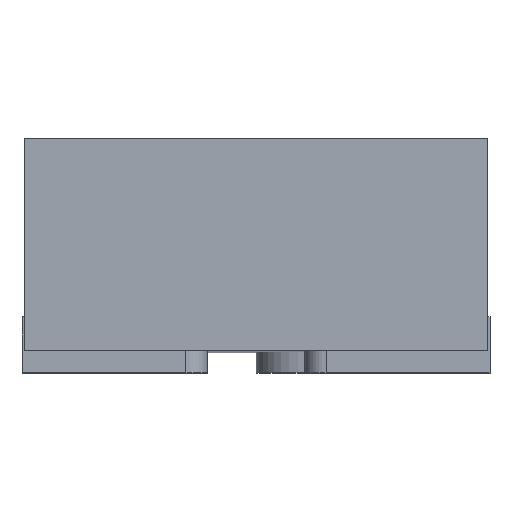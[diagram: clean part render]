
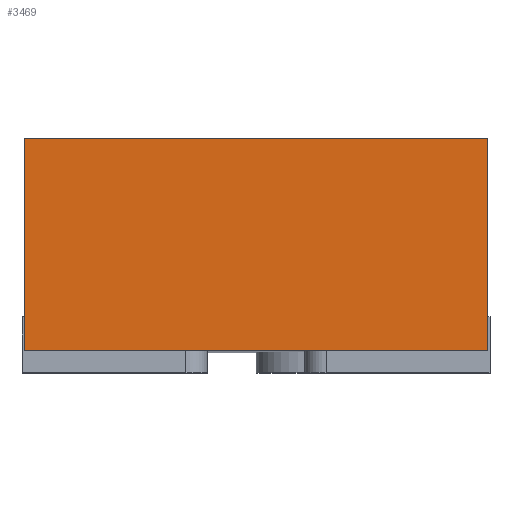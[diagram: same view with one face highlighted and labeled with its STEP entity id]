
A CAD part, top view. The second image highlights one B-rep face of the part: STEP entity #3469.
In plain terms, the highlighted planar face has unit normal (0, 0, 1).
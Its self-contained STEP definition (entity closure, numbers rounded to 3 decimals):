
#250 = CARTESIAN_POINT ( 'NONE',  ( -0.545, 0.5, 1.3 ) ) ;
#260 = CARTESIAN_POINT ( 'NONE',  ( -0.545, 0.5, 1.3 ) ) ;
#485 = EDGE_CURVE ( 'NONE', #3159, #1581, #1230, .T. ) ;
#571 = EDGE_CURVE ( 'NONE', #2945, #1581, #3281, .T. ) ;
#657 = CARTESIAN_POINT ( 'NONE',  ( 0.545, 0.5, 1.3 ) ) ;
#733 = CARTESIAN_POINT ( 'NONE',  ( 0.545, 0., 1.3 ) ) ;
#813 = CARTESIAN_POINT ( 'NONE',  ( -0.545, 0., 1.3 ) ) ;
#990 = ORIENTED_EDGE ( 'NONE', *, *, #571, .F. ) ;
#1064 = EDGE_CURVE ( 'NONE', #3441, #3159, #3417, .T. ) ;
#1154 = FACE_OUTER_BOUND ( 'NONE', #3131, .T. ) ;
#1230 = LINE ( 'NONE', #1882, #2119 ) ;
#1398 = ORIENTED_EDGE ( 'NONE', *, *, #485, .T. ) ;
#1458 = DIRECTION ( 'NONE',  ( 0., 0., -1. ) ) ;
#1489 = VECTOR ( 'NONE', #1846, 1000. ) ;
#1581 = VERTEX_POINT ( 'NONE', #733 ) ;
#1846 = DIRECTION ( 'NONE',  ( 0., -1., 0. ) ) ;
#1882 = CARTESIAN_POINT ( 'NONE',  ( -0.545, 0., 1.3 ) ) ;
#2027 = LINE ( 'NONE', #260, #3286 ) ;
#2119 = VECTOR ( 'NONE', #3603, 1000. ) ;
#2323 = PLANE ( 'NONE',  #2375 ) ;
#2375 = AXIS2_PLACEMENT_3D ( 'NONE', #3475, #1458, #2635 ) ;
#2480 = VECTOR ( 'NONE', #3054, 1000. ) ;
#2635 = DIRECTION ( 'NONE',  ( -1., 0., 0. ) ) ;
#2675 = ORIENTED_EDGE ( 'NONE', *, *, #1064, .T. ) ;
#2745 = ORIENTED_EDGE ( 'NONE', *, *, #3573, .F. ) ;
#2945 = VERTEX_POINT ( 'NONE', #3736 ) ;
#3054 = DIRECTION ( 'NONE',  ( 0., -1., 0. ) ) ;
#3131 = EDGE_LOOP ( 'NONE', ( #1398, #990, #2745, #2675 ) ) ;
#3159 = VERTEX_POINT ( 'NONE', #813 ) ;
#3281 = LINE ( 'NONE', #657, #1489 ) ;
#3286 = VECTOR ( 'NONE', #3763, 1000. ) ;
#3417 = LINE ( 'NONE', #3630, #2480 ) ;
#3441 = VERTEX_POINT ( 'NONE', #250 ) ;
#3469 = ADVANCED_FACE ( 'NONE', ( #1154 ), #2323, .F. ) ;
#3475 = CARTESIAN_POINT ( 'NONE',  ( -0.545, 0.5, 1.3 ) ) ;
#3573 = EDGE_CURVE ( 'NONE', #3441, #2945, #2027, .T. ) ;
#3603 = DIRECTION ( 'NONE',  ( 1., 0., 0. ) ) ;
#3630 = CARTESIAN_POINT ( 'NONE',  ( -0.545, 0.5, 1.3 ) ) ;
#3736 = CARTESIAN_POINT ( 'NONE',  ( 0.545, 0.5, 1.3 ) ) ;
#3763 = DIRECTION ( 'NONE',  ( 1., 0., 0. ) ) ;
